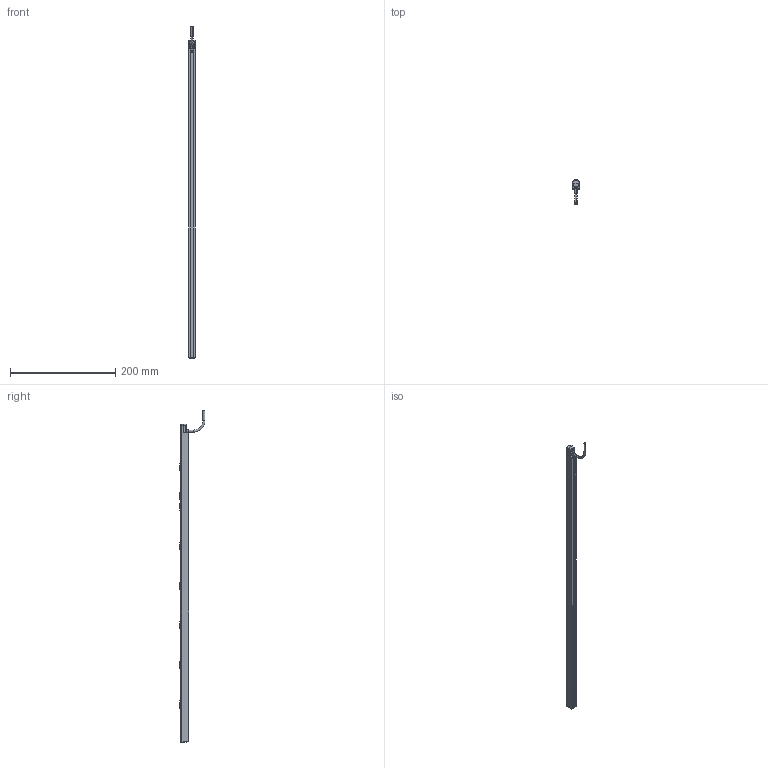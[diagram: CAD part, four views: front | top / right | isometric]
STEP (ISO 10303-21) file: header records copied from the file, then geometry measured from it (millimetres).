
FILE_DESCRIPTION((''),'2;1');
FILE_NAME('223800_ASM','2021-10-25T10:40:48',('PDMAdmin'),('BANNER ENGINEERING'),'CREO PARAMETRIC BY PTC INC, 2019292','CREO PARAMETRIC BY PTC INC, 2019292','');
FILE_SCHEMA(('CONFIG_CONTROL_DESIGN'));
Products named in the file (3): 223800_SM01; TTR_WEB_CABLE_SNUB; 223800_ASM
Assembly tree (2 placements, depth 2):
  223800_ASM
    223800_SM01
    TTR_WEB_CABLE_SNUB
Bounding box: 12 x 49.1 x 630.05 mm (x, y, z)
Volume: 97685.2 mm3; surface area: 45130.1 mm2
Topology: 2 solids, 2 shells, 1427 faces, 3823 edges, 2336 vertices
Faces by surface type: bspline 566, plane 395, cylinder 269, cone 93, sphere 34, revolution 28, torus 26, extrusion 16
Entity records: 97666 total; most frequent: CARTESIAN_POINT 67564, ORIENTED_EDGE 7586, DIRECTION 4412, EDGE_CURVE 3793, VERTEX_POINT 2336, B_SPLINE_CURVE_WITH_KNOTS 1897, AXIS2_PLACEMENT_3D 1606, EDGE_LOOP 1465
